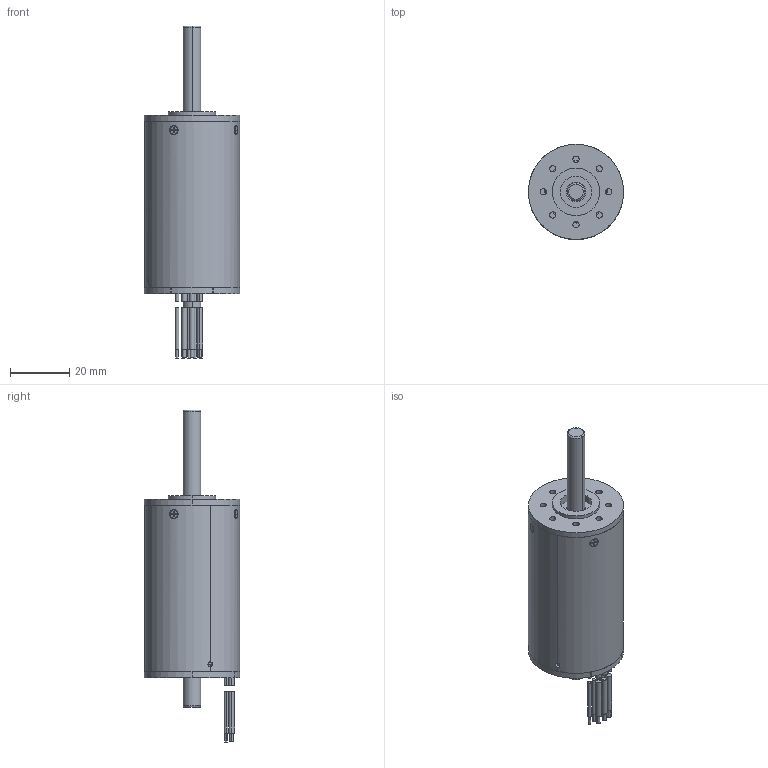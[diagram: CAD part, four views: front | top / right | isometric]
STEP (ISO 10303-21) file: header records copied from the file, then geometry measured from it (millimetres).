
FILE_DESCRIPTION (( 'STEP AP214' ), '1' );
FILE_NAME ('approval 106006004.STEP', '2025-07-10T03:10:09', ( 'China' ), ( 'Microsoft' ), 'SwSTEP 2.0', 'SolidWorks 2025', '' );
FILE_SCHEMA (( 'AUTOMOTIVE_DESIGN' ));
Length unit declared in the file: millimetre
Products named in the file (1): approval 106006004
Bounding box: 32 x 32 x 111.68 mm (x, y, z)
Volume: 41931.1 mm3; surface area: 148732.9 mm2
Topology: 263 solids, 263 shells, 2549 faces, 5729 edges, 3770 vertices
Faces by surface type: cylinder 1513, plane 931, cone 50, torus 34, bspline 21
Entity records: 90110 total; most frequent: CARTESIAN_POINT 28185, DIRECTION 13126, ORIENTED_EDGE 11430, EDGE_CURVE 5715, AXIS2_PLACEMENT_3D 5345, VERTEX_POINT 3770, EDGE_LOOP 3129, CIRCLE 2816
